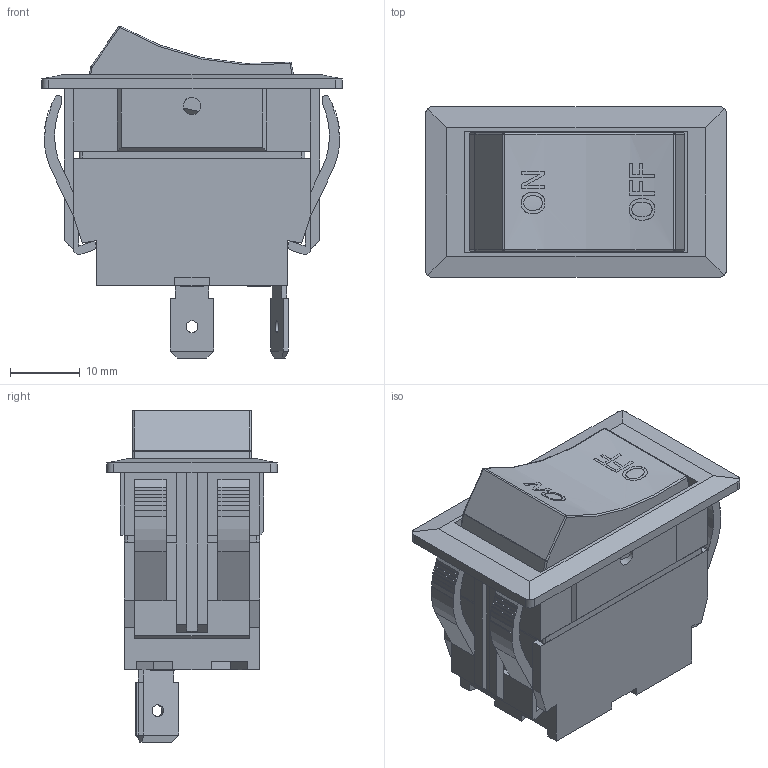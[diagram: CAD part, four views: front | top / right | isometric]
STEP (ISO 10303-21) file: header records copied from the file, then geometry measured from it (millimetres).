
FILE_DESCRIPTION((' '),'2;1');
FILE_NAME('RVW41Dxx23.stp','2017-08-03T08:56:30',(' '),(' '),' ','ACIS',' ');
FILE_SCHEMA(('CONFIG_CONTROL_DESIGN'));
Length unit declared in the file: inch
Products named in the file (1): RVW41Dxx23.stp
Bounding box: 43.2 x 24.5 x 47.7 mm (x, y, z)
Surface area: 13120.5 mm2 (no closed solid volume)
Topology: 0 solids, 1 shells, 386 faces, 1054 edges, 683 vertices
Faces by surface type: plane 286, cylinder 59, bspline 28, sphere 8, cone 3, torus 2
Full cylindrical faces by diameter (mm): 1.7 x2, 2.5 x4, 3.3 x2, 3.5 x1, 7 x1
Entity records: 12720 total; most frequent: CARTESIAN_POINT 2950, ORIENTED_EDGE 2076, DIRECTION 1860, EDGE_CURVE 1039, VECTOR 824, LINE 824, VERTEX_POINT 679, AXIS2_PLACEMENT_3D 518
